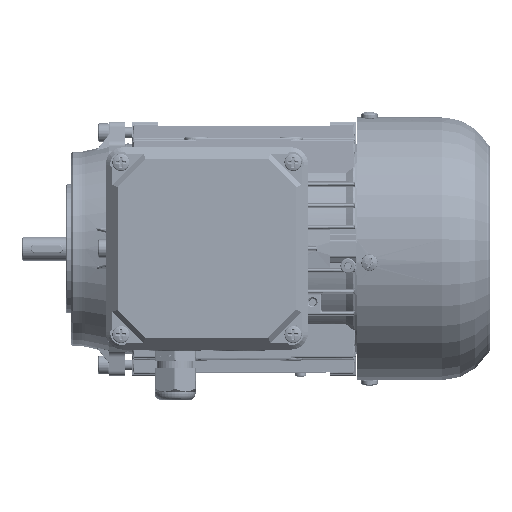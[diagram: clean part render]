
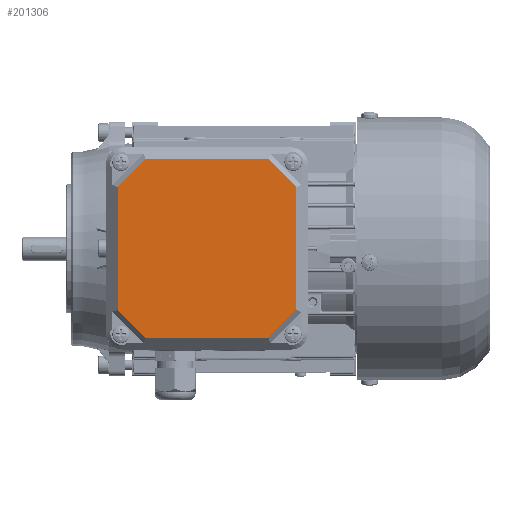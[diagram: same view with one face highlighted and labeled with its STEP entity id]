
A CAD part, top view. The second image highlights one B-rep face of the part: STEP entity #201306.
In plain terms, the highlighted face is planar.
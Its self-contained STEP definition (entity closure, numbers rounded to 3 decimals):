
#201235=CARTESIAN_POINT('',(-39.0,-39.0,0.0));
#201236=DIRECTION('',(0.0,0.0,1.0));
#201237=DIRECTION('',(1.0,0.0,0.0));
#201238=AXIS2_PLACEMENT_3D('',#201235,#201236,#201237);
#201239=PLANE('',#201238);
#201240=CARTESIAN_POINT('',(-41.5,28.504,0.0));
#201241=VERTEX_POINT('',#201240);
#201242=CARTESIAN_POINT('',(-28.504,41.5,0.0));
#201243=VERTEX_POINT('',#201242);
#201244=CARTESIAN_POINT('',(-41.5,28.504,0.0));
#201245=DIRECTION('',(0.707,0.707,0.0));
#201246=VECTOR('',#201245,18.38);
#201247=LINE('',#201244,#201246);
#201248=EDGE_CURVE('',#201241,#201243,#201247,.T.);
#201249=ORIENTED_EDGE('',*,*,#201248,.T.);
#201250=CARTESIAN_POINT('',(28.504,41.5,0.0));
#201251=VERTEX_POINT('',#201250);
#201252=CARTESIAN_POINT('',(-28.504,41.5,0.0));
#201253=DIRECTION('',(1.0,0.0,0.0));
#201254=VECTOR('',#201253,57.007);
#201255=LINE('',#201252,#201254);
#201256=EDGE_CURVE('',#201243,#201251,#201255,.T.);
#201257=ORIENTED_EDGE('',*,*,#201256,.T.);
#201258=CARTESIAN_POINT('',(41.5,28.504,0.0));
#201259=VERTEX_POINT('',#201258);
#201260=CARTESIAN_POINT('',(28.504,41.5,0.0));
#201261=DIRECTION('',(0.707,-0.707,0.0));
#201262=VECTOR('',#201261,18.38);
#201263=LINE('',#201260,#201262);
#201264=EDGE_CURVE('',#201251,#201259,#201263,.T.);
#201265=ORIENTED_EDGE('',*,*,#201264,.T.);
#201266=CARTESIAN_POINT('',(41.5,-28.504,0.0));
#201267=VERTEX_POINT('',#201266);
#201268=CARTESIAN_POINT('',(41.5,28.504,0.0));
#201269=DIRECTION('',(0.0,-1.0,0.0));
#201270=VECTOR('',#201269,57.007);
#201271=LINE('',#201268,#201270);
#201272=EDGE_CURVE('',#201259,#201267,#201271,.T.);
#201273=ORIENTED_EDGE('',*,*,#201272,.T.);
#201274=CARTESIAN_POINT('',(28.504,-41.5,0.0));
#201275=VERTEX_POINT('',#201274);
#201276=CARTESIAN_POINT('',(41.5,-28.504,0.0));
#201277=DIRECTION('',(-0.707,-0.707,0.0));
#201278=VECTOR('',#201277,18.38);
#201279=LINE('',#201276,#201278);
#201280=EDGE_CURVE('',#201267,#201275,#201279,.T.);
#201281=ORIENTED_EDGE('',*,*,#201280,.T.);
#201282=CARTESIAN_POINT('',(-28.504,-41.5,0.0));
#201283=VERTEX_POINT('',#201282);
#201284=CARTESIAN_POINT('',(28.504,-41.5,0.0));
#201285=DIRECTION('',(-1.0,0.0,0.0));
#201286=VECTOR('',#201285,57.007);
#201287=LINE('',#201284,#201286);
#201288=EDGE_CURVE('',#201275,#201283,#201287,.T.);
#201289=ORIENTED_EDGE('',*,*,#201288,.T.);
#201290=CARTESIAN_POINT('',(-41.5,-28.504,0.0));
#201291=VERTEX_POINT('',#201290);
#201292=CARTESIAN_POINT('',(-28.504,-41.5,0.0));
#201293=DIRECTION('',(-0.707,0.707,0.0));
#201294=VECTOR('',#201293,18.38);
#201295=LINE('',#201292,#201294);
#201296=EDGE_CURVE('',#201283,#201291,#201295,.T.);
#201297=ORIENTED_EDGE('',*,*,#201296,.T.);
#201298=CARTESIAN_POINT('',(-41.5,-28.504,0.0));
#201299=DIRECTION('',(0.0,1.0,0.0));
#201300=VECTOR('',#201299,57.007);
#201301=LINE('',#201298,#201300);
#201302=EDGE_CURVE('',#201291,#201241,#201301,.T.);
#201303=ORIENTED_EDGE('',*,*,#201302,.T.);
#201304=EDGE_LOOP('',(#201249,#201257,#201265,#201273,#201281,#201289,#201297,#201303));
#201305=FACE_OUTER_BOUND('',#201304,.T.);
#201306=ADVANCED_FACE('',(#201305),#201239,.F.);
